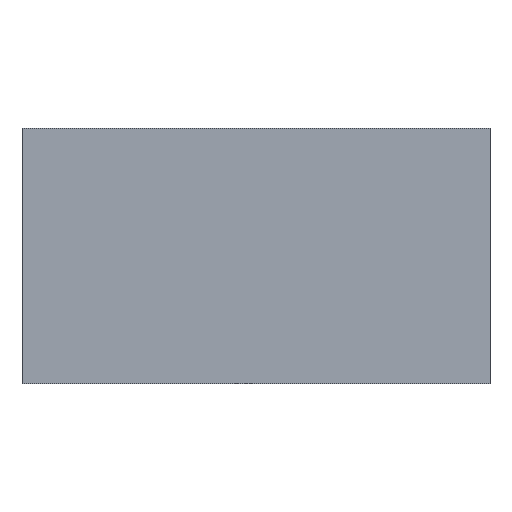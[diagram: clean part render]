
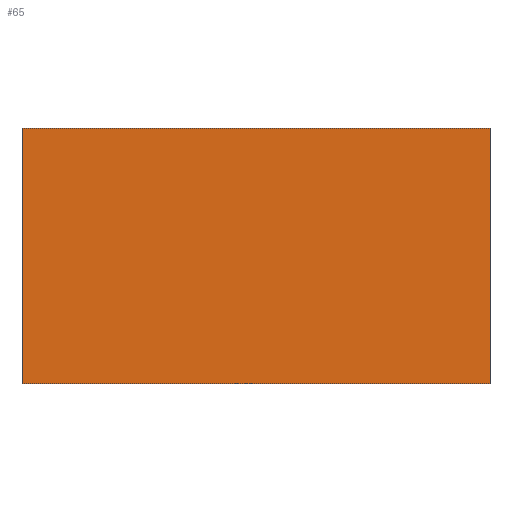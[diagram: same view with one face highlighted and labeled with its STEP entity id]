
A CAD part, front view. The second image highlights one B-rep face of the part: STEP entity #65.
In plain terms, the highlighted planar face has unit normal (0, -1, 0).
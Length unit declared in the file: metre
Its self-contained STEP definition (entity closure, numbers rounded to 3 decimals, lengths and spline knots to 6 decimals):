
#65=ADVANCED_FACE('0:219',(#83),#84,.F.);
#83=FACE_OUTER_BOUND('',#109,.T.);
#84=PLANE('',#110);
#109=EDGE_LOOP('',(#150,#151,#152,#153));
#110=AXIS2_PLACEMENT_3D('',#154,#155,#156);
#150=ORIENTED_EDGE('',*,*,#225,.F.);
#151=ORIENTED_EDGE('',*,*,#221,.F.);
#152=ORIENTED_EDGE('',*,*,#224,.F.);
#153=ORIENTED_EDGE('',*,*,#217,.F.);
#154=CARTESIAN_POINT('',(0.0,0.0,0.0));
#155=DIRECTION('',(0.0,1.0,0.0));
#156=DIRECTION('',(0.0,0.0,1.0));
#217=EDGE_CURVE('0:249',#243,#245,#246,.T.);
#221=EDGE_CURVE('0:228',#251,#253,#254,.F.);
#224=EDGE_CURVE('0:240',#245,#251,#257,.T.);
#225=EDGE_CURVE('0:255',#253,#243,#258,.T.);
#243=VERTEX_POINT('',#284);
#245=VERTEX_POINT('',#287);
#246=LINE('',#288,#289);
#251=VERTEX_POINT('',#296);
#253=VERTEX_POINT('',#299);
#254=LINE('',#300,#301);
#257=LINE('',#306,#307);
#258=LINE('',#308,#309);
#284=CARTESIAN_POINT('',(-0.12,0.0,-0.06));
#287=CARTESIAN_POINT('',(-0.12,0.0,0.06));
#288=CARTESIAN_POINT('',(-0.12,0.0,-0.06));
#289=VECTOR('',#346,1.0);
#296=CARTESIAN_POINT('',(0.1,0.0,0.06));
#299=CARTESIAN_POINT('',(0.1,0.0,-0.06));
#300=CARTESIAN_POINT('',(0.1,0.0,0.0));
#301=VECTOR('',#350,1.0);
#306=CARTESIAN_POINT('',(-0.12,0.0,0.06));
#307=VECTOR('',#353,1.0);
#308=CARTESIAN_POINT('',(0.12,0.0,-0.06));
#309=VECTOR('',#354,1.0);
#346=DIRECTION('',(0.0,0.0,1.0));
#350=DIRECTION('',(-0.0,0.0,1.0));
#353=DIRECTION('',(1.0,0.0,0.0));
#354=DIRECTION('',(-1.0,0.0,0.0));
